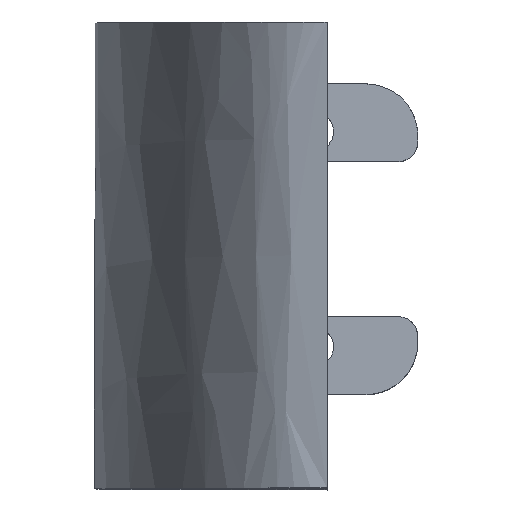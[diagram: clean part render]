
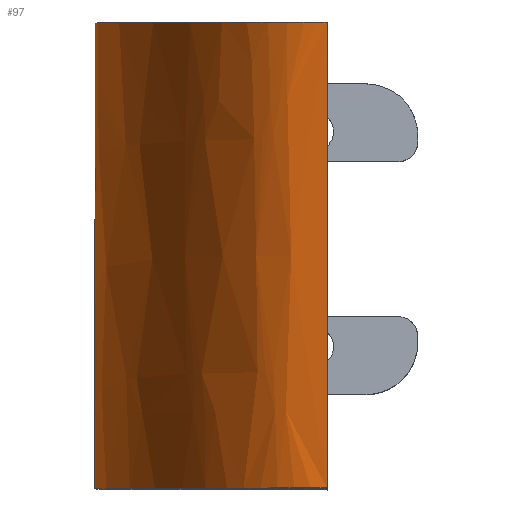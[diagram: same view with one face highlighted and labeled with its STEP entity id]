
A CAD part, top view. The second image highlights one B-rep face of the part: STEP entity #97.
In plain terms, the highlighted free-form (B-spline) face has degree [1, 3] with [2, 11] control points.
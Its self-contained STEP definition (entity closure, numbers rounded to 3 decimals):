
#97=ADVANCED_FACE('',(#210),#1913,.T.);
#210=FACE_OUTER_BOUND('',#327,.T.);
#327=EDGE_LOOP('',(#669,#670,#671,#672,#673,#674));
#669=ORIENTED_EDGE('',*,*,#1145,.F.);
#670=ORIENTED_EDGE('',*,*,#1203,.F.);
#671=ORIENTED_EDGE('',*,*,#1204,.F.);
#672=ORIENTED_EDGE('',*,*,#1205,.F.);
#673=ORIENTED_EDGE('',*,*,#1209,.F.);
#674=ORIENTED_EDGE('',*,*,#1149,.T.);
#1145=EDGE_CURVE('',#1759,#1760,#1642,.T.);
#1149=EDGE_CURVE('',#1763,#1760,#1447,.T.);
#1203=EDGE_CURVE('',#1799,#1759,#1491,.T.);
#1204=EDGE_CURVE('',#1798,#1799,#1653,.T.);
#1205=EDGE_CURVE('',#1800,#1798,#1492,.T.);
#1209=EDGE_CURVE('',#1763,#1800,#1654,.T.);
#1447=B_SPLINE_CURVE_WITH_KNOTS('',1,(#5514,#5515),.UNSPECIFIED.,.F.,.F.,
(2,2),(-26.,0.),.UNSPECIFIED.);
#1491=B_SPLINE_CURVE_WITH_KNOTS('',1,(#6006,#6007),.UNSPECIFIED.,.F.,.F.,
(2,2),(-10.,0.),.UNSPECIFIED.);
#1492=B_SPLINE_CURVE_WITH_KNOTS('',1,(#6013,#6014),.UNSPECIFIED.,.F.,.F.,
(2,2),(-36.,0.),.UNSPECIFIED.);
#1642=(
BOUNDED_CURVE()
B_SPLINE_CURVE(2,(#5505,#5506,#5507),.UNSPECIFIED.,.F.,.F.)
B_SPLINE_CURVE_WITH_KNOTS((3,3),(0.,40.074),.UNSPECIFIED.)
CURVE()
GEOMETRIC_REPRESENTATION_ITEM()
RATIONAL_B_SPLINE_CURVE((1.,0.832,1.))
REPRESENTATION_ITEM('')
);
#1653=(
BOUNDED_CURVE()
B_SPLINE_CURVE(2,(#6008,#6009,#6010,#6011,#6012),.UNSPECIFIED.,.F.,.F.)
B_SPLINE_CURVE_WITH_KNOTS((3,2,3),(-126.,-63.,0.),.UNSPECIFIED.)
CURVE()
GEOMETRIC_REPRESENTATION_ITEM()
RATIONAL_B_SPLINE_CURVE((1.,0.707,1.,0.707,1.))
REPRESENTATION_ITEM('')
);
#1654=(
BOUNDED_CURVE()
B_SPLINE_CURVE(2,(#6112,#6113,#6114,#6115,#6116),.UNSPECIFIED.,.F.,.F.)
B_SPLINE_CURVE_WITH_KNOTS((3,2,3),(0.,17.422,80.422),
 .UNSPECIFIED.)
CURVE()
GEOMETRIC_REPRESENTATION_ITEM()
RATIONAL_B_SPLINE_CURVE((1.,0.981,1.,0.707,1.))
REPRESENTATION_ITEM('')
);
#1759=VERTEX_POINT('',#5061);
#1760=VERTEX_POINT('',#5062);
#1763=VERTEX_POINT('',#5065);
#1798=VERTEX_POINT('',#5100);
#1799=VERTEX_POINT('',#5101);
#1800=VERTEX_POINT('',#5102);
#1913=B_SPLINE_SURFACE_WITH_KNOTS('',1,3,((#3810,#3811,#3812,#3813,#3814,
#3815,#3816,#3817,#3818,#3819,#3820),(#3821,#3822,#3823,#3824,#3825,#3826,
#3827,#3828,#3829,#3830,#3831)),.UNSPECIFIED.,.F.,.F.,.F.,(2,2),(4,1,1,
1,1,1,1,1,4),(0.,36.),(0.,13.128,26.256,39.385,
52.513,65.641,78.769,91.898,105.026),
 .UNSPECIFIED.);
#3810=CARTESIAN_POINT('',(0.,-18.,45.));
#3811=CARTESIAN_POINT('',(-2.356,-18.,45.));
#3812=CARTESIAN_POINT('',(-7.067,-18.,42.657));
#3813=CARTESIAN_POINT('',(-13.059,-18.,32.648));
#3814=CARTESIAN_POINT('',(-17.063,-18.,17.669));
#3815=CARTESIAN_POINT('',(-18.469,-18.,0.));
#3816=CARTESIAN_POINT('',(-17.063,-18.,-17.669));
#3817=CARTESIAN_POINT('',(-13.059,-18.,-32.648));
#3818=CARTESIAN_POINT('',(-7.067,-18.,-42.657));
#3819=CARTESIAN_POINT('',(-2.356,-18.,-45.));
#3820=CARTESIAN_POINT('',(0.,-18.,-45.));
#3821=CARTESIAN_POINT('',(0.,18.,45.));
#3822=CARTESIAN_POINT('',(-2.356,18.,45.));
#3823=CARTESIAN_POINT('',(-7.067,18.,42.657));
#3824=CARTESIAN_POINT('',(-13.059,18.,32.648));
#3825=CARTESIAN_POINT('',(-17.063,18.,17.669));
#3826=CARTESIAN_POINT('',(-18.469,18.,0.));
#3827=CARTESIAN_POINT('',(-17.063,18.,-17.669));
#3828=CARTESIAN_POINT('',(-13.059,18.,-32.648));
#3829=CARTESIAN_POINT('',(-7.067,18.,-42.657));
#3830=CARTESIAN_POINT('',(-2.356,18.,-45.));
#3831=CARTESIAN_POINT('',(0.,18.,-45.));
#5061=CARTESIAN_POINT('',(0.,-8.,-45.));
#5062=CARTESIAN_POINT('',(-16.615,-8.,-17.308));
#5065=CARTESIAN_POINT('',(-16.615,18.,-17.308));
#5100=CARTESIAN_POINT('',(0.,-18.,45.));
#5101=CARTESIAN_POINT('',(0.,-18.,-45.));
#5102=CARTESIAN_POINT('',(0.,18.,45.));
#5505=CARTESIAN_POINT('',(0.,-8.,-45.));
#5506=CARTESIAN_POINT('',(-12.,-8.,-45.));
#5507=CARTESIAN_POINT('',(-16.615,-8.,-17.308));
#5514=CARTESIAN_POINT('',(-16.615,18.,-17.308));
#5515=CARTESIAN_POINT('',(-16.615,-8.,-17.308));
#6006=CARTESIAN_POINT('',(0.,-18.,-45.));
#6007=CARTESIAN_POINT('',(0.,-8.,-45.));
#6008=CARTESIAN_POINT('',(0.,-18.,45.));
#6009=CARTESIAN_POINT('',(-18.,-18.,45.));
#6010=CARTESIAN_POINT('',(-18.,-18.,0.));
#6011=CARTESIAN_POINT('',(-18.,-18.,-45.));
#6012=CARTESIAN_POINT('',(0.,-18.,-45.));
#6013=CARTESIAN_POINT('',(0.,18.,45.));
#6014=CARTESIAN_POINT('',(0.,-18.,45.));
#6112=CARTESIAN_POINT('',(-16.615,18.,-17.308));
#6113=CARTESIAN_POINT('',(-18.,18.,-9.));
#6114=CARTESIAN_POINT('',(-18.,18.,0.));
#6115=CARTESIAN_POINT('',(-18.,18.,45.));
#6116=CARTESIAN_POINT('',(0.,18.,45.));
